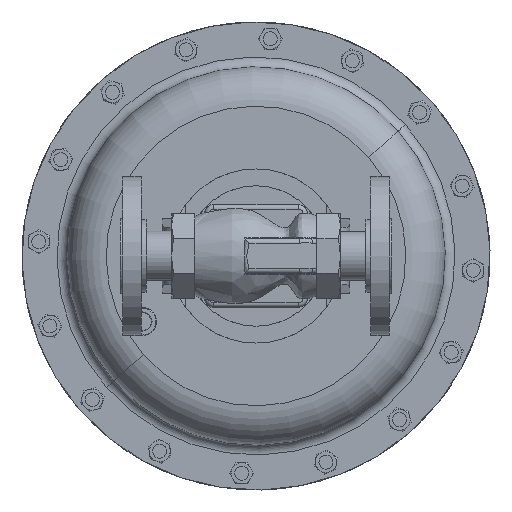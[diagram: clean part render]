
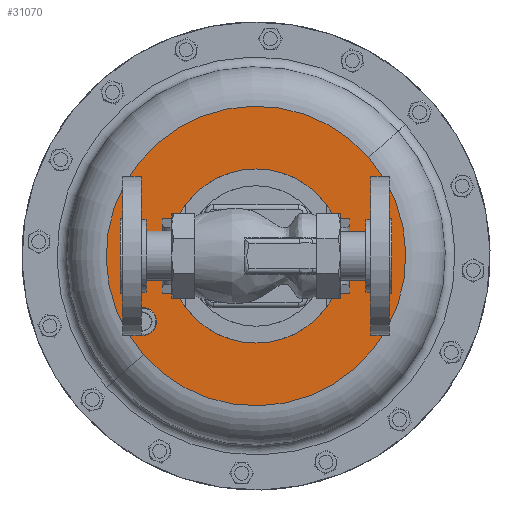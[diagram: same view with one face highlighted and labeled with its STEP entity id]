
A CAD part, front view. The second image highlights one B-rep face of the part: STEP entity #31070.
In plain terms, the highlighted planar face has unit normal (0, -1, 0).
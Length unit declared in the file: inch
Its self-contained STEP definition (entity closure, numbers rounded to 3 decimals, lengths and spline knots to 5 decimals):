
#292 = CARTESIAN_POINT ( 'NONE',  ( 2.46914, 10.36135, 6.54416 ) ) ;
#394 = CIRCLE ( 'NONE', #26604, 0.375 ) ;
#492 = VERTEX_POINT ( 'NONE', #8676 ) ;
#668 = CIRCLE ( 'NONE', #27585, 4. ) ;
#1217 = FACE_OUTER_BOUND ( 'NONE', #12500, .T. ) ;
#1626 = DIRECTION ( 'NONE',  ( -0.752, 0., -0.659 ) ) ;
#1828 = CIRCLE ( 'NONE', #2474, 2.325 ) ;
#2474 = AXIS2_PLACEMENT_3D ( 'NONE', #24695, #8171, #27462 ) ;
#2618 = CARTESIAN_POINT ( 'NONE',  ( 5.4765, 10.36135, 9.18154 ) ) ;
#2695 = DIRECTION ( 'NONE',  ( -0.752, 0., -0.659 ) ) ;
#2901 = VERTEX_POINT ( 'NONE', #14061 ) ;
#4679 = EDGE_CURVE ( 'NONE', #2901, #25393, #31117, .T. ) ;
#4710 = CIRCLE ( 'NONE', #27633, 2.325 ) ;
#4990 = DIRECTION ( 'NONE',  ( 0., 1., 0. ) ) ;
#5200 = VERTEX_POINT ( 'NONE', #31497 ) ;
#5725 = CARTESIAN_POINT ( 'NONE',  ( 2.46914, 10.36135, 6.54416 ) ) ;
#6194 = ORIENTED_EDGE ( 'NONE', *, *, #4679, .F. ) ;
#6562 = DIRECTION ( 'NONE',  ( 1., 0., 0. ) ) ;
#7573 = AXIS2_PLACEMENT_3D ( 'NONE', #21493, #4990, #24277 ) ;
#7901 = EDGE_CURVE ( 'NONE', #5200, #13163, #4710, .T. ) ;
#8171 = DIRECTION ( 'NONE',  ( 0., -1., 0. ) ) ;
#8594 = CARTESIAN_POINT ( 'NONE',  ( 2.46914, 10.36135, 4.21916 ) ) ;
#8676 = CARTESIAN_POINT ( 'NONE',  ( -0.84389, 10.36135, 4.5469 ) ) ;
#9985 = ORIENTED_EDGE ( 'NONE', *, *, #17548, .F. ) ;
#10401 = VERTEX_POINT ( 'NONE', #11587 ) ;
#10728 = PLANE ( 'NONE',  #16889 ) ;
#11587 = CARTESIAN_POINT ( 'NONE',  ( -0.28001, 10.36135, 5.04141 ) ) ;
#11886 = ORIENTED_EDGE ( 'NONE', *, *, #26531, .T. ) ;
#12023 = DIRECTION ( 'NONE',  ( 0., 1., 0. ) ) ;
#12249 = CIRCLE ( 'NONE', #7573, 0.375 ) ;
#12500 = EDGE_LOOP ( 'NONE', ( #6194, #9985 ) ) ;
#13163 = VERTEX_POINT ( 'NONE', #8594 ) ;
#14061 = CARTESIAN_POINT ( 'NONE',  ( -0.53822, 10.36135, 3.90678 ) ) ;
#14912 = ORIENTED_EDGE ( 'NONE', *, *, #24523, .T. ) ;
#15908 = FACE_BOUND ( 'NONE', #18692, .T. ) ;
#16889 = AXIS2_PLACEMENT_3D ( 'NONE', #24452, #21540, #29959 ) ;
#17548 = EDGE_CURVE ( 'NONE', #25393, #2901, #668, .T. ) ;
#18692 = EDGE_LOOP ( 'NONE', ( #28291, #19641 ) ) ;
#19641 = ORIENTED_EDGE ( 'NONE', *, *, #7901, .F. ) ;
#19733 = AXIS2_PLACEMENT_3D ( 'NONE', #292, #25453, #2695 ) ;
#21493 = CARTESIAN_POINT ( 'NONE',  ( -0.56195, 10.36135, 4.79416 ) ) ;
#21540 = DIRECTION ( 'NONE',  ( 0., -1., 0. ) ) ;
#23096 = EDGE_LOOP ( 'NONE', ( #11886, #14912 ) ) ;
#23223 = FACE_BOUND ( 'NONE', #23096, .T. ) ;
#23280 = DIRECTION ( 'NONE',  ( 0., 1., 0. ) ) ;
#23690 = CARTESIAN_POINT ( 'NONE',  ( 2.46914, 10.36135, 6.54416 ) ) ;
#24277 = DIRECTION ( 'NONE',  ( -0.752, 0., -0.659 ) ) ;
#24452 = CARTESIAN_POINT ( 'NONE',  ( -0.16824, 10.36135, 9.55152 ) ) ;
#24523 = EDGE_CURVE ( 'NONE', #10401, #492, #394, .T. ) ;
#24695 = CARTESIAN_POINT ( 'NONE',  ( 2.46914, 10.36135, 6.54416 ) ) ;
#25009 = DIRECTION ( 'NONE',  ( 0., -1., 0. ) ) ;
#25393 = VERTEX_POINT ( 'NONE', #2618 ) ;
#25453 = DIRECTION ( 'NONE',  ( 0., 1., 0. ) ) ;
#26531 = EDGE_CURVE ( 'NONE', #492, #10401, #12249, .T. ) ;
#26604 = AXIS2_PLACEMENT_3D ( 'NONE', #28471, #12023, #31237 ) ;
#27116 = EDGE_CURVE ( 'NONE', #13163, #5200, #1828, .T. ) ;
#27462 = DIRECTION ( 'NONE',  ( 1., 0., 0. ) ) ;
#27585 = AXIS2_PLACEMENT_3D ( 'NONE', #23690, #23280, #1626 ) ;
#27633 = AXIS2_PLACEMENT_3D ( 'NONE', #5725, #25009, #6562 ) ;
#28291 = ORIENTED_EDGE ( 'NONE', *, *, #27116, .F. ) ;
#28471 = CARTESIAN_POINT ( 'NONE',  ( -0.56195, 10.36135, 4.79416 ) ) ;
#29959 = DIRECTION ( 'NONE',  ( 0.752, 0., 0.659 ) ) ;
#31070 = ADVANCED_FACE ( 'NONE', ( #15908, #1217, #23223 ), #10728, .T. ) ;
#31117 = CIRCLE ( 'NONE', #19733, 4. ) ;
#31237 = DIRECTION ( 'NONE',  ( -0.752, 0., -0.659 ) ) ;
#31497 = CARTESIAN_POINT ( 'NONE',  ( 2.46914, 10.36135, 8.86916 ) ) ;
